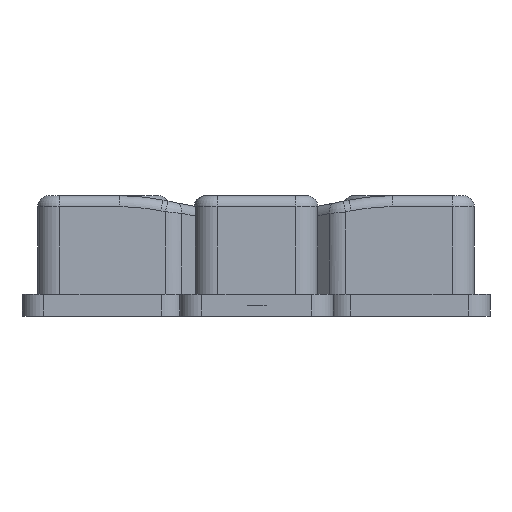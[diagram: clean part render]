
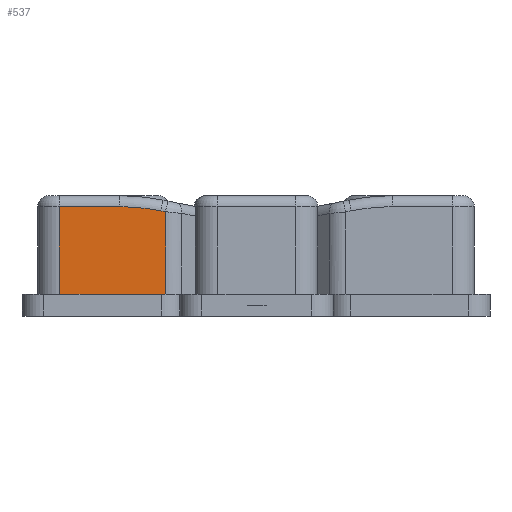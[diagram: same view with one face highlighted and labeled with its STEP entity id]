
A CAD part, left-side view. The second image highlights one B-rep face of the part: STEP entity #537.
In plain terms, the highlighted planar face has unit normal (-1, 0, 0).
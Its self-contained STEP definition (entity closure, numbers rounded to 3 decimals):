
#222=CARTESIAN_POINT('',(-31.521,4.827,1.));
#223=VERTEX_POINT('',#222);
#231=CARTESIAN_POINT('',(-31.521,9.675,1.));
#232=VERTEX_POINT('',#231);
#233=CARTESIAN_POINT('',(-31.521,9.675,1.));
#234=DIRECTION('',(-0.,-1.,0.));
#235=VECTOR('',#234,4.849);
#236=LINE('',#233,#235);
#237=EDGE_CURVE('',#232,#223,#236,.T.);
#477=CARTESIAN_POINT('',(-31.521,9.675,5.));
#478=VERTEX_POINT('',#477);
#479=CARTESIAN_POINT('',(-31.521,9.675,5.));
#480=DIRECTION('',(0.,0.,-1.));
#481=VECTOR('',#480,4.);
#482=LINE('',#479,#481);
#483=EDGE_CURVE('',#478,#232,#482,.T.);
#497=CARTESIAN_POINT('',(-31.521,4.557,5.5));
#498=DIRECTION('',(1.,-0.,0.));
#499=DIRECTION('',(0.,1.,0.));
#500=AXIS2_PLACEMENT_3D('',#497,#498,#499);
#501=PLANE('',#500);
#502=CARTESIAN_POINT('',(-31.521,4.827,4.77));
#503=VERTEX_POINT('',#502);
#504=CARTESIAN_POINT('',(-31.521,4.827,4.77));
#505=DIRECTION('',(0.,0.,-1.));
#506=VECTOR('',#505,3.77);
#507=LINE('',#504,#506);
#508=EDGE_CURVE('',#503,#223,#507,.T.);
#509=ORIENTED_EDGE('',*,*,#508,.F.);
#510=CARTESIAN_POINT('',(-31.521,5.055,4.816));
#511=VERTEX_POINT('',#510);
#512=CARTESIAN_POINT('',(-31.521,4.827,4.77));
#513=DIRECTION('',(0.,0.981,0.196));
#514=VECTOR('',#513,0.233);
#515=LINE('',#512,#514);
#516=EDGE_CURVE('',#503,#511,#515,.T.);
#517=ORIENTED_EDGE('',*,*,#516,.T.);
#518=CARTESIAN_POINT('',(-31.521,6.918,5.));
#519=VERTEX_POINT('',#518);
#520=CARTESIAN_POINT('',(-31.521,6.918,-4.5));
#521=DIRECTION('',(-1.,0.,-0.));
#522=DIRECTION('',(0.,1.,0.));
#523=AXIS2_PLACEMENT_3D('',#520,#521,#522);
#524=CIRCLE('',#523,9.5);
#525=EDGE_CURVE('',#511,#519,#524,.T.);
#526=ORIENTED_EDGE('',*,*,#525,.T.);
#527=CARTESIAN_POINT('',(-31.521,6.918,5.));
#528=DIRECTION('',(0.,1.,-0.));
#529=VECTOR('',#528,2.757);
#530=LINE('',#527,#529);
#531=EDGE_CURVE('',#519,#478,#530,.T.);
#532=ORIENTED_EDGE('',*,*,#531,.T.);
#533=ORIENTED_EDGE('',*,*,#483,.T.);
#534=ORIENTED_EDGE('',*,*,#237,.T.);
#535=EDGE_LOOP('',(#509,#517,#526,#532,#533,#534));
#536=FACE_BOUND('',#535,.T.);
#537=ADVANCED_FACE('',(#536),#501,.F.);
